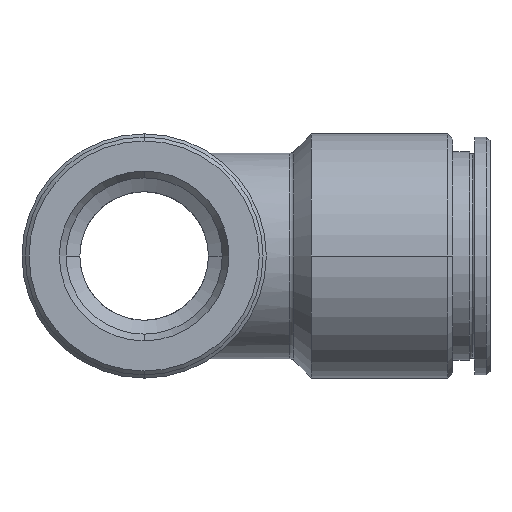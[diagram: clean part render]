
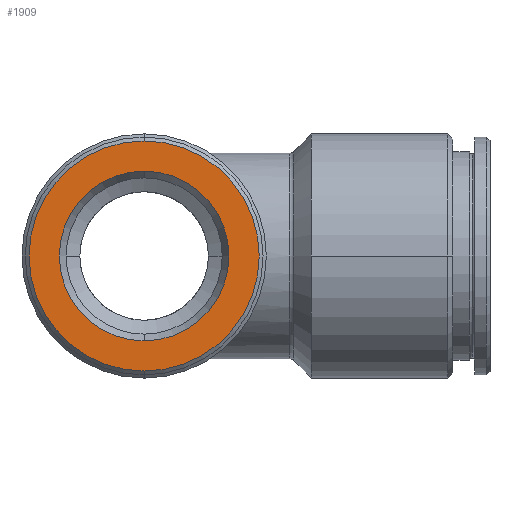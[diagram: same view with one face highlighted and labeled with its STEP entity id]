
A CAD part, left-side view. The second image highlights one B-rep face of the part: STEP entity #1909.
In plain terms, the highlighted planar face has unit normal (-1, 0, 0).
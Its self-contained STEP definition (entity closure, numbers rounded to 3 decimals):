
#233 = AXIS2_PLACEMENT_3D ( 'NONE', #306, #305, #304 ) ;
#234 = CIRCLE ( 'NONE', #233, 8.95 ) ;
#304 = DIRECTION ( 'NONE',  ( 0., 0., -1. ) ) ;
#305 = DIRECTION ( 'NONE',  ( 1., 0., 0. ) ) ;
#306 = CARTESIAN_POINT ( 'NONE',  ( -26.903, 0., 0. ) ) ;
#910 = FACE_BOUND ( 'NONE', #1910, .T. ) ;
#938 = DIRECTION ( 'NONE',  ( 0., 0., 1. ) ) ;
#939 = DIRECTION ( 'NONE',  ( -1., 0., 0. ) ) ;
#975 = CARTESIAN_POINT ( 'NONE',  ( -26.903, 0., 0. ) ) ;
#976 = AXIS2_PLACEMENT_3D ( 'NONE', #975, #939, #938 ) ;
#977 = PLANE ( 'NONE',  #976 ) ;
#978 = FACE_OUTER_BOUND ( 'NONE', #1905, .T. ) ;
#1478 = CARTESIAN_POINT ( 'NONE',  ( -26.903, 0., 0. ) ) ;
#1479 = AXIS2_PLACEMENT_3D ( 'NONE', #1478, #1492, #1499 ) ;
#1480 = CIRCLE ( 'NONE', #1479, 6.6 ) ;
#1492 = DIRECTION ( 'NONE',  ( 1., 0., 0. ) ) ;
#1499 = DIRECTION ( 'NONE',  ( 0., 0., -1. ) ) ;
#1905 = EDGE_LOOP ( 'NONE', ( #2049, #2050 ) ) ;
#1909 = ADVANCED_FACE ( 'NONE', ( #910, #978 ), #977, .T. ) ;
#1910 = EDGE_LOOP ( 'NONE', ( #1935, #1936 ) ) ;
#1935 = ORIENTED_EDGE ( 'NONE', *, *, #2202, .T. ) ;
#1936 = ORIENTED_EDGE ( 'NONE', *, *, #1937, .T. ) ;
#1937 = EDGE_CURVE ( 'NONE', #2200, #2116, #1480, .T. ) ;
#1980 = EDGE_CURVE ( 'NONE', #2278, #2277, #234, .T. ) ;
#2049 = ORIENTED_EDGE ( 'NONE', *, *, #2276, .F. ) ;
#2050 = ORIENTED_EDGE ( 'NONE', *, *, #1980, .F. ) ;
#2116 = VERTEX_POINT ( 'NONE', #2791 ) ;
#2200 = VERTEX_POINT ( 'NONE', #2936 ) ;
#2202 = EDGE_CURVE ( 'NONE', #2116, #2200, #2879, .T. ) ;
#2276 = EDGE_CURVE ( 'NONE', #2277, #2278, #3171, .T. ) ;
#2277 = VERTEX_POINT ( 'NONE', #3166 ) ;
#2278 = VERTEX_POINT ( 'NONE', #3143 ) ;
#2791 = CARTESIAN_POINT ( 'NONE',  ( -26.903, 0., 6.6 ) ) ;
#2875 = DIRECTION ( 'NONE',  ( 0., 0., -1. ) ) ;
#2876 = DIRECTION ( 'NONE',  ( 1., 0., 0. ) ) ;
#2877 = CARTESIAN_POINT ( 'NONE',  ( -26.903, 0., 0. ) ) ;
#2878 = AXIS2_PLACEMENT_3D ( 'NONE', #2877, #2876, #2875 ) ;
#2879 = CIRCLE ( 'NONE', #2878, 6.6 ) ;
#2936 = CARTESIAN_POINT ( 'NONE',  ( -26.903, 0., -6.6 ) ) ;
#3143 = CARTESIAN_POINT ( 'NONE',  ( -26.903, 0., 8.95 ) ) ;
#3166 = CARTESIAN_POINT ( 'NONE',  ( -26.903, 0., -8.95 ) ) ;
#3167 = DIRECTION ( 'NONE',  ( 0., 0., -1. ) ) ;
#3168 = DIRECTION ( 'NONE',  ( 1., 0., 0. ) ) ;
#3169 = CARTESIAN_POINT ( 'NONE',  ( -26.903, 0., 0. ) ) ;
#3170 = AXIS2_PLACEMENT_3D ( 'NONE', #3169, #3168, #3167 ) ;
#3171 = CIRCLE ( 'NONE', #3170, 8.95 ) ;
